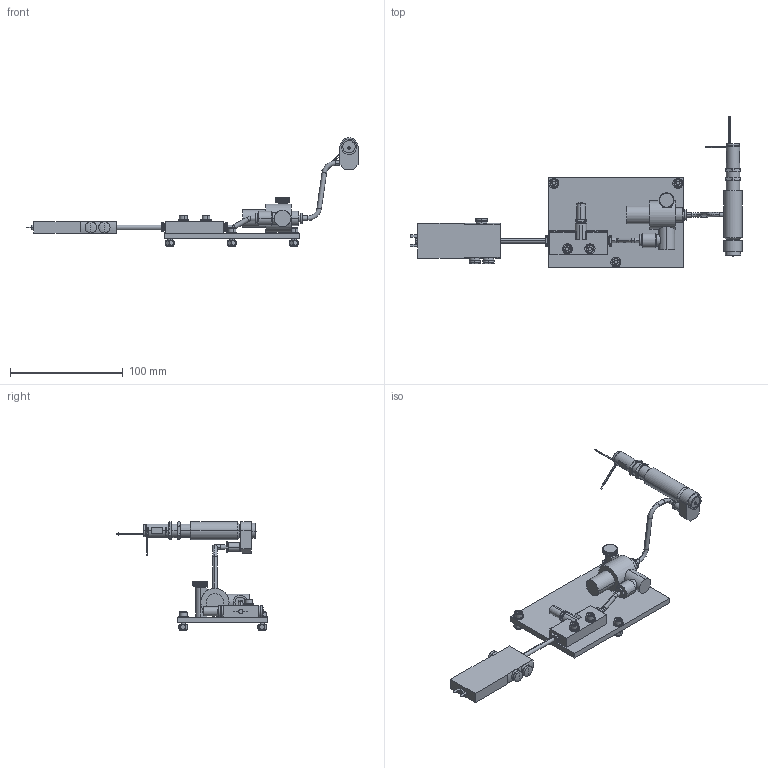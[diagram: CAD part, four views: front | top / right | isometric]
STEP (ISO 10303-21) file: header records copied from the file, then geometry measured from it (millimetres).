
FILE_DESCRIPTION (( 'STEP AP214' ), '1' );
FILE_NAME ('37021~0.STEP', '2019-05-24T10:20:57', ( '' ), ( '' ), 'SwSTEP 2.0', 'SolidWorks 2018', '' );
FILE_SCHEMA (( 'AUTOMOTIVE_DESIGN' ));
Length unit declared in the file: millimetre
Products named in the file (1): 37021~0
Bounding box: 294.45 x 134.64 x 96.38 mm (x, y, z)
Surface area: 49224.9 mm2 (no closed solid volume)
Topology: 0 solids, 10 shells, 872 faces, 2164 edges, 1387 vertices
Faces by surface type: cylinder 329, plane 287, cone 214, bspline 24, torus 18
Entity records: 31975 total; most frequent: CARTESIAN_POINT 6856, DIRECTION 4422, ORIENTED_EDGE 4310, EDGE_CURVE 2156, AXIS2_PLACEMENT_3D 1759, VERTEX_POINT 1387, EDGE_LOOP 958, CIRCLE 910
